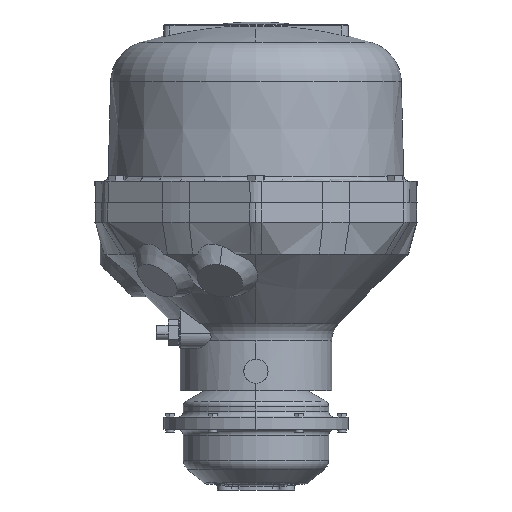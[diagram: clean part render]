
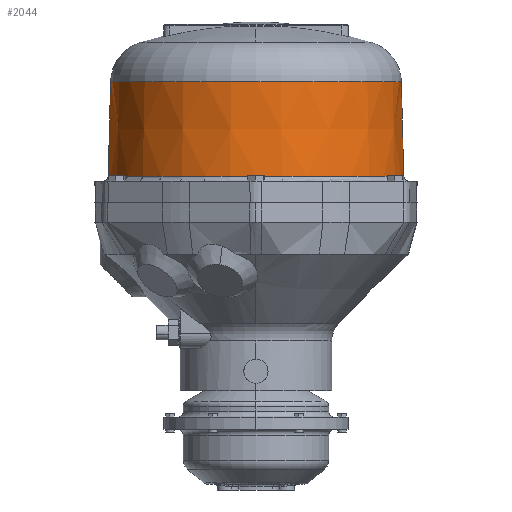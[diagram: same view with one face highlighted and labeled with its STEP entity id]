
A CAD part, front view. The second image highlights one B-rep face of the part: STEP entity #2044.
In plain terms, the highlighted conical face has half-angle 1.434 degrees and reference radius 119.998 mm.
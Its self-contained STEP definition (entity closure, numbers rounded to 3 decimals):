
#317 = CIRCLE ( 'NONE', #29165, 121.953 ) ;
#824 = EDGE_CURVE ( 'NONE', #9362, #29167, #10559, .T. ) ;
#1569 = EDGE_CURVE ( 'NONE', #9362, #27937, #21484, .T. ) ;
#2044 = ADVANCED_FACE ( 'NONE', ( #22777 ), #7407, .T. ) ;
#3001 = CARTESIAN_POINT ( 'NONE',  ( 0., 0., -49.339 ) ) ;
#3002 = DIRECTION ( 'NONE',  ( 1., 0., 0. ) ) ;
#4945 = CARTESIAN_POINT ( 'NONE',  ( 119.998, 0., -49.339 ) ) ;
#5460 = DIRECTION ( 'NONE',  ( 0., 0., -1. ) ) ;
#5990 = ORIENTED_EDGE ( 'NONE', *, *, #11080, .F. ) ;
#7407 = CONICAL_SURFACE ( 'NONE', #31080, 119.998, 0.025 ) ;
#7595 = CARTESIAN_POINT ( 'NONE',  ( -121.953, 0., -127.399 ) ) ;
#7718 = DIRECTION ( 'NONE',  ( 0.025, 0., -1. ) ) ;
#8596 = EDGE_CURVE ( 'NONE', #27937, #25310, #317, .T. ) ;
#9124 = ORIENTED_EDGE ( 'NONE', *, *, #8596, .T. ) ;
#9362 = VERTEX_POINT ( 'NONE', #24640 ) ;
#9931 = AXIS2_PLACEMENT_3D ( 'NONE', #26323, #12572, #3002 ) ;
#10559 = CIRCLE ( 'NONE', #9931, 119.998 ) ;
#11080 = EDGE_CURVE ( 'NONE', #29167, #25310, #30126, .T. ) ;
#12011 = DIRECTION ( 'NONE',  ( 0., 0., 1. ) ) ;
#12572 = DIRECTION ( 'NONE',  ( 0., 0., 1. ) ) ;
#14254 = ORIENTED_EDGE ( 'NONE', *, *, #824, .F. ) ;
#18482 = ORIENTED_EDGE ( 'NONE', *, *, #1569, .T. ) ;
#21484 = LINE ( 'NONE', #31264, #27928 ) ;
#22488 = VECTOR ( 'NONE', #7718, 1000. ) ;
#22777 = FACE_OUTER_BOUND ( 'NONE', #31667, .T. ) ;
#24309 = CARTESIAN_POINT ( 'NONE',  ( 121.953, 0., -127.399 ) ) ;
#24640 = CARTESIAN_POINT ( 'NONE',  ( -119.998, 0., -49.339 ) ) ;
#25310 = VERTEX_POINT ( 'NONE', #24309 ) ;
#26323 = CARTESIAN_POINT ( 'NONE',  ( 0., 0., -49.339 ) ) ;
#27928 = VECTOR ( 'NONE', #28498, 1000. ) ;
#27937 = VERTEX_POINT ( 'NONE', #7595 ) ;
#28158 = CARTESIAN_POINT ( 'NONE',  ( 119.998, 0., -49.339 ) ) ;
#28419 = CARTESIAN_POINT ( 'NONE',  ( 0., 0., -127.399 ) ) ;
#28498 = DIRECTION ( 'NONE',  ( -0.025, 0., -1. ) ) ;
#29165 = AXIS2_PLACEMENT_3D ( 'NONE', #28419, #12011, #31199 ) ;
#29167 = VERTEX_POINT ( 'NONE', #28158 ) ;
#30126 = LINE ( 'NONE', #4945, #22488 ) ;
#31080 = AXIS2_PLACEMENT_3D ( 'NONE', #3001, #5460, #33093 ) ;
#31199 = DIRECTION ( 'NONE',  ( -1., 0., 0. ) ) ;
#31264 = CARTESIAN_POINT ( 'NONE',  ( -119.998, 0., -49.339 ) ) ;
#31667 = EDGE_LOOP ( 'NONE', ( #5990, #14254, #18482, #9124 ) ) ;
#33093 = DIRECTION ( 'NONE',  ( -1., 0., 0. ) ) ;
